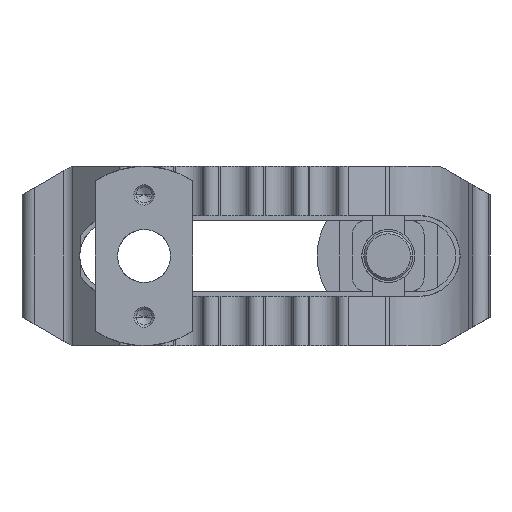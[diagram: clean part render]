
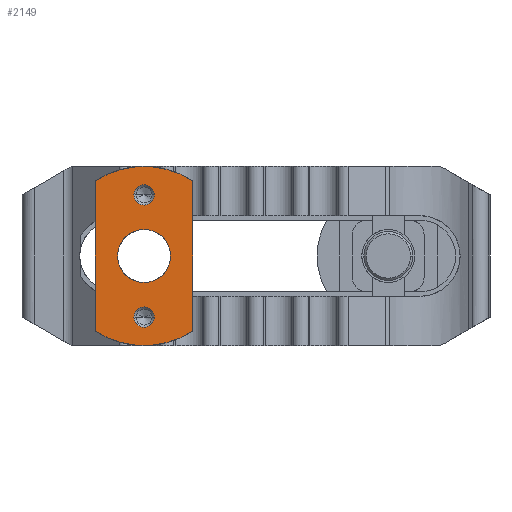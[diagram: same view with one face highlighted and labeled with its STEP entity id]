
A CAD part, front view. The second image highlights one B-rep face of the part: STEP entity #2149.
In plain terms, the highlighted planar face has unit normal (0, -1, 0).
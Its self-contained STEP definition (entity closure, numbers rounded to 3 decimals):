
#1815=VERTEX_POINT('',#5038);
#1869=VERTEX_POINT('',#5096);
#2149=ADVANCED_FACE('',(#5400,#5401,#5402,#5403),#5404,.T.);
#2153=VERTEX_POINT('',#5408);
#2173=VERTEX_POINT('',#5429);
#2265=EDGE_CURVE('',#3145,#3687,#5531,.T.);
#3141=VERTEX_POINT('',#6511);
#3145=VERTEX_POINT('',#6515);
#3199=VERTEX_POINT('',#6572);
#3249=EDGE_CURVE('',#2173,#3141,#6624,.T.);
#3627=EDGE_CURVE('',#1869,#1815,#7040,.T.);
#3655=EDGE_CURVE('',#2153,#3199,#7071,.T.);
#3687=VERTEX_POINT('',#7106);
#3735=EDGE_CURVE('',#3141,#2173,#7157,.T.);
#3915=EDGE_CURVE('',#3687,#3145,#7347,.T.);
#4043=EDGE_CURVE('',#3199,#1815,#7492,.T.);
#4093=EDGE_CURVE('',#4199,#4755,#7542,.T.);
#4199=VERTEX_POINT('',#7657);
#4623=EDGE_CURVE('',#4755,#4199,#8124,.T.);
#4697=EDGE_CURVE('',#1869,#2153,#8201,.T.);
#4755=VERTEX_POINT('',#8270);
#5038=CARTESIAN_POINT('',(-12.0,0.,-18.439));
#5096=CARTESIAN_POINT('',(-12.0,0.,18.439));
#5400=FACE_BOUND('',#9220,.T.);
#5401=FACE_BOUND('',#9221,.T.);
#5402=FACE_BOUND('',#9222,.T.);
#5403=FACE_OUTER_BOUND('',#9223,.T.);
#5404=PLANE('',#9224);
#5408=CARTESIAN_POINT('',(12.0,0.,18.439));
#5429=CARTESIAN_POINT('',(-2.5,0.,15.0));
#5531=CIRCLE('',#9424,2.5);
#6511=CARTESIAN_POINT('',(2.5,0.,15.0));
#6515=CARTESIAN_POINT('',(-2.5,0.,-15.0));
#6572=CARTESIAN_POINT('',(12.0,0.,-18.439));
#6624=CIRCLE('',#11096,2.5);
#7040=LINE('',#11702,#11703);
#7071=LINE('',#11742,#11743);
#7106=CARTESIAN_POINT('',(2.5,0.,-15.0));
#7157=CIRCLE('',#11864,2.5);
#7347=CIRCLE('',#12191,2.5);
#7492=CIRCLE('',#12385,22.0);
#7542=CIRCLE('',#12474,6.5);
#7657=CARTESIAN_POINT('',(-6.5,0.,0.));
#8124=CIRCLE('',#13387,6.5);
#8201=CIRCLE('',#13502,22.0);
#8270=CARTESIAN_POINT('',(6.5,0.0,0.));
#9220=EDGE_LOOP('',(#14320,#14321));
#9221=EDGE_LOOP('',(#14322,#14323));
#9222=EDGE_LOOP('',(#14324,#14325));
#9223=EDGE_LOOP('',(#14326,#14327,#14328,#14329));
#9224=AXIS2_PLACEMENT_3D('',#14330,#14331,#14332);
#9424=AXIS2_PLACEMENT_3D('',#14488,#14489,#14490);
#11096=AXIS2_PLACEMENT_3D('',#15887,#15888,#15889);
#11702=CARTESIAN_POINT('',(-12.0,0.,23.0));
#11703=VECTOR('',#16413,1.0);
#11742=CARTESIAN_POINT('',(12.0,0.,23.0));
#11743=VECTOR('',#16444,1.0);
#11864=AXIS2_PLACEMENT_3D('',#16532,#16533,#16534);
#12191=AXIS2_PLACEMENT_3D('',#16696,#16697,#16698);
#12385=AXIS2_PLACEMENT_3D('',#16912,#16913,#16914);
#12474=AXIS2_PLACEMENT_3D('',#16930,#16931,#16932);
#13387=AXIS2_PLACEMENT_3D('',#17529,#17530,#17531);
#13502=AXIS2_PLACEMENT_3D('',#17598,#17599,#17600);
#14320=ORIENTED_EDGE('',*,*,#2265,.T.);
#14321=ORIENTED_EDGE('',*,*,#3915,.T.);
#14322=ORIENTED_EDGE('',*,*,#3735,.T.);
#14323=ORIENTED_EDGE('',*,*,#3249,.T.);
#14324=ORIENTED_EDGE('',*,*,#4623,.T.);
#14325=ORIENTED_EDGE('',*,*,#4093,.T.);
#14326=ORIENTED_EDGE('',*,*,#4697,.F.);
#14327=ORIENTED_EDGE('',*,*,#3627,.T.);
#14328=ORIENTED_EDGE('',*,*,#4043,.F.);
#14329=ORIENTED_EDGE('',*,*,#3655,.F.);
#14330=CARTESIAN_POINT('',(-12.0,0.,23.0));
#14331=DIRECTION('',(0.,-1.0,0.));
#14332=DIRECTION('',(-1.0,0.,0.));
#14488=CARTESIAN_POINT('',(0.0,0.,-15.0));
#14489=DIRECTION('',(0.,1.0,0.));
#14490=DIRECTION('',(-1.0,0.,0.));
#15887=CARTESIAN_POINT('',(0.0,0.,15.0));
#15888=DIRECTION('',(0.,1.0,0.));
#15889=DIRECTION('',(1.0,0.,0.));
#16413=DIRECTION('',(0.0,0.,-1.0));
#16444=DIRECTION('',(0.0,0.,-1.0));
#16532=CARTESIAN_POINT('',(0.0,0.,15.0));
#16533=DIRECTION('',(0.,1.0,0.));
#16534=DIRECTION('',(1.0,0.,0.));
#16696=CARTESIAN_POINT('',(0.0,0.,-15.0));
#16697=DIRECTION('',(0.,1.0,0.));
#16698=DIRECTION('',(-1.0,0.,0.));
#16912=CARTESIAN_POINT('',(0.0,0.0,0.0));
#16913=DIRECTION('',(0.,1.0,0.));
#16914=DIRECTION('',(-1.0,0.,0.));
#16930=CARTESIAN_POINT('',(0.0,0.0,0.0));
#16931=DIRECTION('',(0.,1.0,0.));
#16932=DIRECTION('',(-1.0,0.,0.));
#17529=CARTESIAN_POINT('',(0.0,0.0,0.0));
#17530=DIRECTION('',(0.,1.0,0.));
#17531=DIRECTION('',(-1.0,0.,0.));
#17598=CARTESIAN_POINT('',(0.0,0.0,0.0));
#17599=DIRECTION('',(0.,1.0,0.));
#17600=DIRECTION('',(-1.0,0.,0.));
